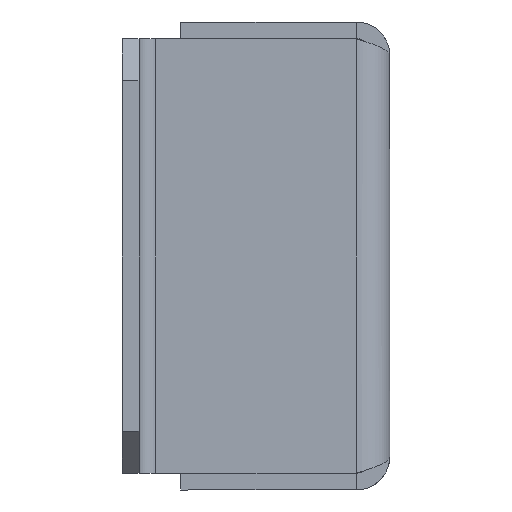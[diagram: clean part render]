
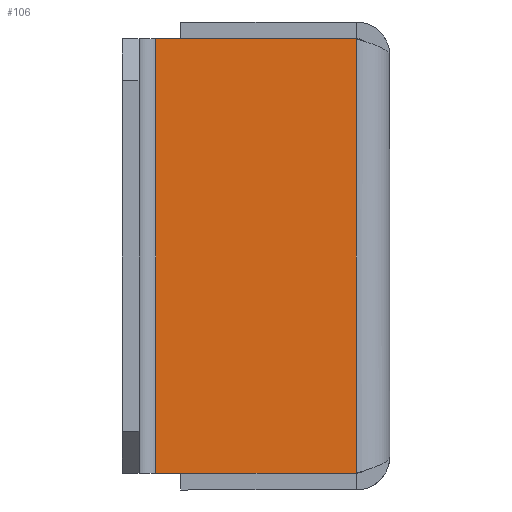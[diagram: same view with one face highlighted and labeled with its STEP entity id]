
A CAD part, left-side view. The second image highlights one B-rep face of the part: STEP entity #106.
In plain terms, the highlighted planar face has unit normal (-1, 0, 0).
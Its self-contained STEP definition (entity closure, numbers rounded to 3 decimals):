
#1 = DIRECTION ( 'NONE',  ( 0., 0., -1. ) ) ;
#10 = CARTESIAN_POINT ( 'NONE',  ( -28., 30., 26. ) ) ;
#31 = VECTOR ( 'NONE', #1924, 1000. ) ;
#35 = VERTEX_POINT ( 'NONE', #864 ) ;
#52 = EDGE_CURVE ( 'NONE', #663, #35, #1104, .T. ) ;
#106 = ADVANCED_FACE ( 'NONE', ( #1548 ), #564, .F. ) ;
#245 = VECTOR ( 'NONE', #615, 1000. ) ;
#320 = CARTESIAN_POINT ( 'NONE',  ( -28., 26., 26. ) ) ;
#458 = EDGE_CURVE ( 'NONE', #1772, #1908, #471, .T. ) ;
#471 = LINE ( 'NONE', #1307, #31 ) ;
#558 = EDGE_CURVE ( 'NONE', #1908, #35, #1571, .T. ) ;
#564 = PLANE ( 'NONE',  #926 ) ;
#615 = DIRECTION ( 'NONE',  ( 0., -1., 0. ) ) ;
#663 = VERTEX_POINT ( 'NONE', #1665 ) ;
#664 = ORIENTED_EDGE ( 'NONE', *, *, #458, .T. ) ;
#713 = DIRECTION ( 'NONE',  ( 0., -1., 0. ) ) ;
#803 = ORIENTED_EDGE ( 'NONE', *, *, #1805, .F. ) ;
#845 = ORIENTED_EDGE ( 'NONE', *, *, #558, .T. ) ;
#864 = CARTESIAN_POINT ( 'NONE',  ( -28., 2., -26. ) ) ;
#926 = AXIS2_PLACEMENT_3D ( 'NONE', #1512, #1962, #1179 ) ;
#1104 = LINE ( 'NONE', #1946, #1948 ) ;
#1179 = DIRECTION ( 'NONE',  ( 0., 0., -1. ) ) ;
#1307 = CARTESIAN_POINT ( 'NONE',  ( -28., 26., 26. ) ) ;
#1512 = CARTESIAN_POINT ( 'NONE',  ( -28., 30., 26. ) ) ;
#1548 = FACE_OUTER_BOUND ( 'NONE', #1770, .T. ) ;
#1571 = LINE ( 'NONE', #1786, #1945 ) ;
#1665 = CARTESIAN_POINT ( 'NONE',  ( -28., 2., 26. ) ) ;
#1707 = LINE ( 'NONE', #10, #245 ) ;
#1729 = CARTESIAN_POINT ( 'NONE',  ( -28., 26., -26. ) ) ;
#1765 = ORIENTED_EDGE ( 'NONE', *, *, #52, .F. ) ;
#1770 = EDGE_LOOP ( 'NONE', ( #1765, #803, #664, #845 ) ) ;
#1772 = VERTEX_POINT ( 'NONE', #320 ) ;
#1786 = CARTESIAN_POINT ( 'NONE',  ( -28., 30., -26. ) ) ;
#1805 = EDGE_CURVE ( 'NONE', #1772, #663, #1707, .T. ) ;
#1908 = VERTEX_POINT ( 'NONE', #1729 ) ;
#1924 = DIRECTION ( 'NONE',  ( 0., 0., -1. ) ) ;
#1945 = VECTOR ( 'NONE', #713, 1000. ) ;
#1946 = CARTESIAN_POINT ( 'NONE',  ( -28., 2., 26. ) ) ;
#1948 = VECTOR ( 'NONE', #1, 1000. ) ;
#1962 = DIRECTION ( 'NONE',  ( 1., 0., 0. ) ) ;
